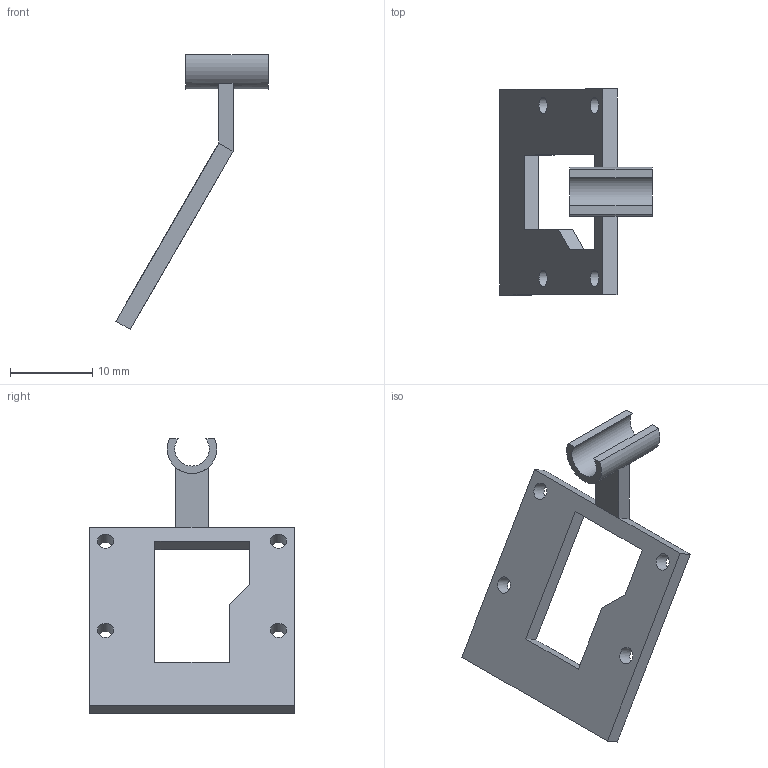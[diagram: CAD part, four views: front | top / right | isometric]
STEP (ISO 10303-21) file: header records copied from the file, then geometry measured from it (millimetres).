
FILE_DESCRIPTION(/* description */ (''),/* implementation_level */ '2;1');
FILE_NAME(/* name */ 'Attache camra v1.step',/* time_stamp */ '2023-06-05T13:56:43+02:00',/* author */ (''),/* organization */ (''),/* preprocessor_version */ 'ST-DEVELOPER v19.2',/* originating_system */ 'Autodesk Translation Framework v12.6.0.85',/* authorisation */ '');
FILE_SCHEMA (('AUTOMOTIVE_DESIGN { 1 0 10303 214 3 1 1 }'));
Length unit declared in the file: millimetre
Products named in the file (1): Attache caméra
Bounding box: 18.5 x 25 x 33.4 mm (x, y, z)
Volume: 1027.7 mm3; surface area: 1565 mm2
Topology: 1 solids, 1 shells, 27 faces, 68 edges, 44 vertices
Faces by surface type: plane 21, cylinder 6
Full cylindrical faces by diameter (mm): 2 x4
Entity records: 857 total; most frequent: CARTESIAN_POINT 140, DIRECTION 138, ORIENTED_EDGE 136, EDGE_CURVE 68, LINE 54, VECTOR 54, VERTEX_POINT 44, AXIS2_PLACEMENT_3D 42
